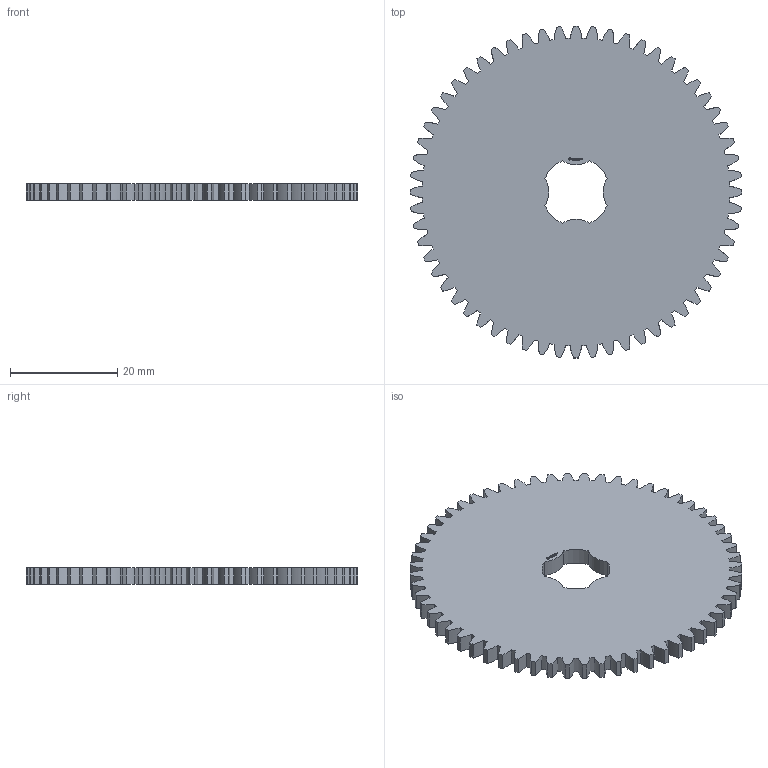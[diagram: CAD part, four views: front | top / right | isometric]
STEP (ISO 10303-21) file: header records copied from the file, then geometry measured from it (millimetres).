
FILE_DESCRIPTION(('FreeCAD Model'),'2;1');
FILE_NAME('Open CASCADE Shape Model','2024-03-10T19:53:43',(''),(''), 'Open CASCADE STEP processor 7.6','FreeCAD','Unknown');
FILE_SCHEMA(('AUTOMOTIVE_DESIGN { 1 0 10303 214 1 1 1 1 }'));
Products named in the file (1): Gear Wheel PLN TTH60 BU00.25 SFT-SHD - SPN-GWH-0217 (stemfie.org)
Bounding box: 61.99 x 61.99 x 3.12 mm (x, y, z)
Volume: 8448.2 mm3; surface area: 6725.2 mm2
Topology: 1 solids, 1 shells, 682 faces, 1953 edges, 1302 vertices
Faces by surface type: extrusion 350, plane 324, cylinder 8
Entity records: 63515 total; most frequent: CARTESIAN_POINT 22154, DIRECTION 5491, VECTOR 4777, LINE 4427, ORIENTED_EDGE 3906, PCURVE 3906, DEFINITIONAL_REPRESENTATION 3906, EDGE_CURVE 1953
